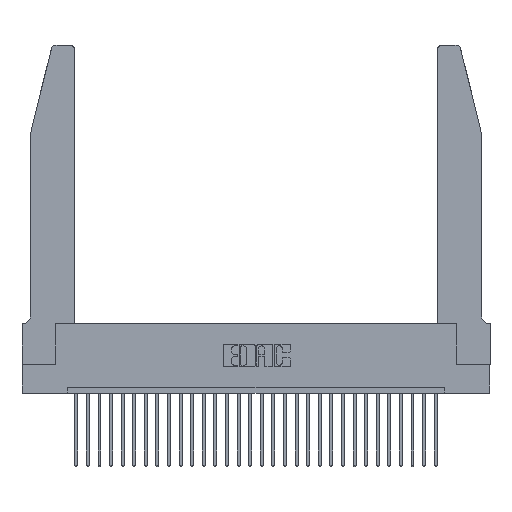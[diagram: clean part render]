
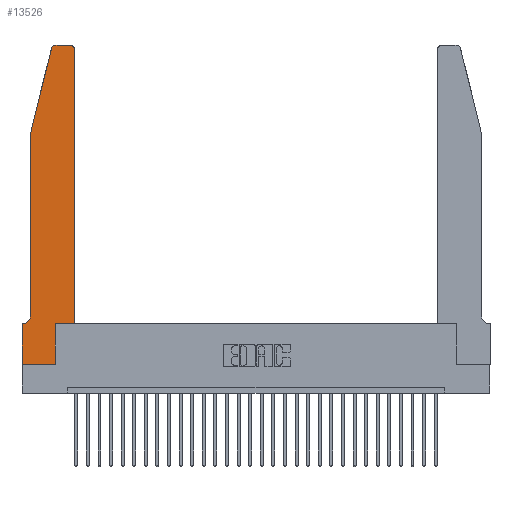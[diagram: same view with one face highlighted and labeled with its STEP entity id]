
A CAD part, top view. The second image highlights one B-rep face of the part: STEP entity #13526.
In plain terms, the highlighted planar face has unit normal (0, 0, 1).
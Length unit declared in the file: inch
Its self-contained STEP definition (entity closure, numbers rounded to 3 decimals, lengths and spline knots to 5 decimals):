
#256 = CIRCLE ( 'NONE', #11318, 0.03 ) ;
#1114 = ORIENTED_EDGE ( 'NONE', *, *, #6837, .T. ) ;
#1205 = CARTESIAN_POINT ( 'NONE',  ( 0.2865, 0., 0.37 ) ) ;
#1259 = CARTESIAN_POINT ( 'NONE',  ( 0.0755, 2., 0.37 ) ) ;
#1350 = ORIENTED_EDGE ( 'NONE', *, *, #19528, .T. ) ;
#1937 = ORIENTED_EDGE ( 'NONE', *, *, #22991, .T. ) ;
#2136 = EDGE_LOOP ( 'NONE', ( #1350, #24132, #3781, #3856, #21592, #9127, #30070, #29063, #3070, #19178, #1937, #1114 ) ) ;
#2242 = VECTOR ( 'NONE', #4527, 39.37008 ) ;
#2388 = DIRECTION ( 'NONE',  ( -1., 0., 0. ) ) ;
#2588 = CARTESIAN_POINT ( 'NONE',  ( 0.0055, 0.42, 0.37 ) ) ;
#2635 = VERTEX_POINT ( 'NONE', #9729 ) ;
#2812 = CARTESIAN_POINT ( 'NONE',  ( 0.284, 2.75, 0.37 ) ) ;
#2896 = DIRECTION ( 'NONE',  ( 1., 0., 0. ) ) ;
#3039 = EDGE_CURVE ( 'NONE', #16707, #9678, #13283, .T. ) ;
#3059 = DIRECTION ( 'NONE',  ( 0., -1., 0. ) ) ;
#3070 = ORIENTED_EDGE ( 'NONE', *, *, #4904, .T. ) ;
#3103 = EDGE_CURVE ( 'NONE', #26144, #11166, #4467, .T. ) ;
#3185 = CIRCLE ( 'NONE', #12104, 0.07 ) ;
#3196 = DIRECTION ( 'NONE',  ( 0., 0., 1. ) ) ;
#3781 = ORIENTED_EDGE ( 'NONE', *, *, #22546, .T. ) ;
#3856 = ORIENTED_EDGE ( 'NONE', *, *, #3103, .T. ) ;
#3883 = VERTEX_POINT ( 'NONE', #18611 ) ;
#4123 = VECTOR ( 'NONE', #21200, 39.37008 ) ;
#4303 = CARTESIAN_POINT ( 'NONE',  ( 0.0755, 2., 0.37 ) ) ;
#4467 = LINE ( 'NONE', #7846, #24232 ) ;
#4527 = DIRECTION ( 'NONE',  ( -1., 0., 0. ) ) ;
#4872 = CARTESIAN_POINT ( 'NONE',  ( 0., 0., 0.37 ) ) ;
#4904 = EDGE_CURVE ( 'NONE', #9678, #3883, #20447, .T. ) ;
#5091 = DIRECTION ( 'NONE',  ( 0., 1., 0. ) ) ;
#5165 = DIRECTION ( 'NONE',  ( 0., 0., 1. ) ) ;
#5475 = CARTESIAN_POINT ( 'NONE',  ( 0.4505, 0.35, 0.37 ) ) ;
#5534 = FACE_OUTER_BOUND ( 'NONE', #2136, .T. ) ;
#5943 = DIRECTION ( 'NONE',  ( -0.239, -0.971, 0. ) ) ;
#6562 = VERTEX_POINT ( 'NONE', #29156 ) ;
#6837 = EDGE_CURVE ( 'NONE', #10572, #29607, #256, .T. ) ;
#7711 = LINE ( 'NONE', #16193, #2242 ) ;
#7846 = CARTESIAN_POINT ( 'NONE',  ( 0.0755, 2., 0.37 ) ) ;
#9121 = DIRECTION ( 'NONE',  ( -1., 0., 0. ) ) ;
#9127 = ORIENTED_EDGE ( 'NONE', *, *, #29807, .T. ) ;
#9678 = VERTEX_POINT ( 'NONE', #1205 ) ;
#9729 = CARTESIAN_POINT ( 'NONE',  ( 0., 0.35, 0.37 ) ) ;
#10411 = VECTOR ( 'NONE', #9121, 39.37008 ) ;
#10572 = VERTEX_POINT ( 'NONE', #14812 ) ;
#11017 = LINE ( 'NONE', #5475, #21606 ) ;
#11166 = VERTEX_POINT ( 'NONE', #22977 ) ;
#11318 = AXIS2_PLACEMENT_3D ( 'NONE', #28788, #3196, #2896 ) ;
#11660 = CARTESIAN_POINT ( 'NONE',  ( 0.2605, 2.75, 0.37 ) ) ;
#12054 = VECTOR ( 'NONE', #5943, 39.37008 ) ;
#12104 = AXIS2_PLACEMENT_3D ( 'NONE', #2588, #16367, #2388 ) ;
#12124 = CARTESIAN_POINT ( 'NONE',  ( 0., 0.35, 0.37 ) ) ;
#12362 = LINE ( 'NONE', #17935, #20742 ) ;
#12854 = CARTESIAN_POINT ( 'NONE',  ( 0.284, 2.72, 0.37 ) ) ;
#12889 = AXIS2_PLACEMENT_3D ( 'NONE', #12124, #5165, #21704 ) ;
#13283 = LINE ( 'NONE', #4872, #4123 ) ;
#13449 = EDGE_CURVE ( 'NONE', #3883, #6562, #11017, .T. ) ;
#13526 = ADVANCED_FACE ( 'NONE', ( #5534 ), #19433, .T. ) ;
#14656 = DIRECTION ( 'NONE',  ( 0., 1., 0. ) ) ;
#14812 = CARTESIAN_POINT ( 'NONE',  ( 0.4505, 2.72, 0.37 ) ) ;
#15308 = CARTESIAN_POINT ( 'NONE',  ( 0.4205, 2.75, 0.37 ) ) ;
#16193 = CARTESIAN_POINT ( 'NONE',  ( 0.0755, 0.35, 0.37 ) ) ;
#16367 = DIRECTION ( 'NONE',  ( 0., 0., -1. ) ) ;
#16602 = LINE ( 'NONE', #11660, #10411 ) ;
#16707 = VERTEX_POINT ( 'NONE', #23423 ) ;
#17141 = LINE ( 'NONE', #19061, #22616 ) ;
#17248 = EDGE_CURVE ( 'NONE', #2635, #16707, #12362, .T. ) ;
#17921 = VERTEX_POINT ( 'NONE', #2812 ) ;
#17935 = CARTESIAN_POINT ( 'NONE',  ( 0., 0., 0.37 ) ) ;
#18611 = CARTESIAN_POINT ( 'NONE',  ( 0.2865, 0.35, 0.37 ) ) ;
#18986 = VECTOR ( 'NONE', #14656, 39.37008 ) ;
#19061 = CARTESIAN_POINT ( 'NONE',  ( 0.4505, 0.35, 0.37 ) ) ;
#19178 = ORIENTED_EDGE ( 'NONE', *, *, #13449, .T. ) ;
#19433 = PLANE ( 'NONE',  #12889 ) ;
#19528 = EDGE_CURVE ( 'NONE', #29607, #17921, #16602, .T. ) ;
#19794 = DIRECTION ( 'NONE',  ( 0., 0., 1. ) ) ;
#19905 = VERTEX_POINT ( 'NONE', #24686 ) ;
#20447 = LINE ( 'NONE', #28631, #18986 ) ;
#20742 = VECTOR ( 'NONE', #22650, 39.37008 ) ;
#21200 = DIRECTION ( 'NONE',  ( 1., 0., 0. ) ) ;
#21524 = AXIS2_PLACEMENT_3D ( 'NONE', #12854, #19794, #22163 ) ;
#21592 = ORIENTED_EDGE ( 'NONE', *, *, #24212, .T. ) ;
#21606 = VECTOR ( 'NONE', #25524, 39.37008 ) ;
#21704 = DIRECTION ( 'NONE',  ( 1., 0., 0. ) ) ;
#22163 = DIRECTION ( 'NONE',  ( 1., 0., 0. ) ) ;
#22546 = EDGE_CURVE ( 'NONE', #28433, #26144, #25164, .T. ) ;
#22616 = VECTOR ( 'NONE', #5091, 39.37008 ) ;
#22650 = DIRECTION ( 'NONE',  ( 0., -1., 0. ) ) ;
#22977 = CARTESIAN_POINT ( 'NONE',  ( 0.0755, 0.42, 0.37 ) ) ;
#22991 = EDGE_CURVE ( 'NONE', #6562, #10572, #17141, .T. ) ;
#23423 = CARTESIAN_POINT ( 'NONE',  ( 0., 0., 0.37 ) ) ;
#23559 = CIRCLE ( 'NONE', #21524, 0.03 ) ;
#24132 = ORIENTED_EDGE ( 'NONE', *, *, #27207, .T. ) ;
#24212 = EDGE_CURVE ( 'NONE', #11166, #19905, #3185, .T. ) ;
#24232 = VECTOR ( 'NONE', #3059, 39.37008 ) ;
#24686 = CARTESIAN_POINT ( 'NONE',  ( 0.0055, 0.35, 0.37 ) ) ;
#25164 = LINE ( 'NONE', #1259, #12054 ) ;
#25524 = DIRECTION ( 'NONE',  ( 1., 0., 0. ) ) ;
#26144 = VERTEX_POINT ( 'NONE', #4303 ) ;
#27207 = EDGE_CURVE ( 'NONE', #17921, #28433, #23559, .T. ) ;
#28433 = VERTEX_POINT ( 'NONE', #29317 ) ;
#28631 = CARTESIAN_POINT ( 'NONE',  ( 0.2865, 0.35, 0.37 ) ) ;
#28788 = CARTESIAN_POINT ( 'NONE',  ( 0.4205, 2.72, 0.37 ) ) ;
#29063 = ORIENTED_EDGE ( 'NONE', *, *, #3039, .T. ) ;
#29156 = CARTESIAN_POINT ( 'NONE',  ( 0.4505, 0.35, 0.37 ) ) ;
#29317 = CARTESIAN_POINT ( 'NONE',  ( 0.25487, 2.72718, 0.37 ) ) ;
#29607 = VERTEX_POINT ( 'NONE', #15308 ) ;
#29807 = EDGE_CURVE ( 'NONE', #19905, #2635, #7711, .T. ) ;
#30070 = ORIENTED_EDGE ( 'NONE', *, *, #17248, .T. ) ;
